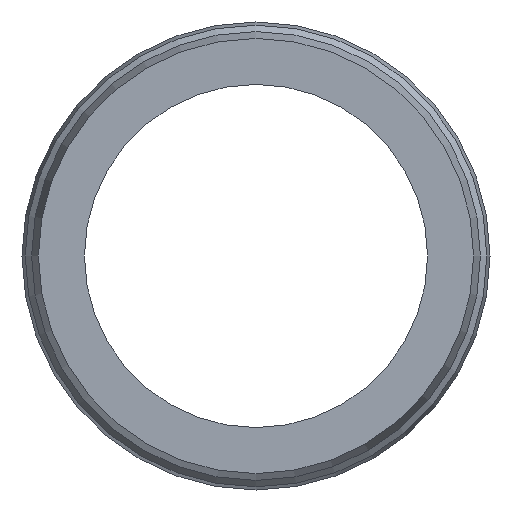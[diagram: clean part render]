
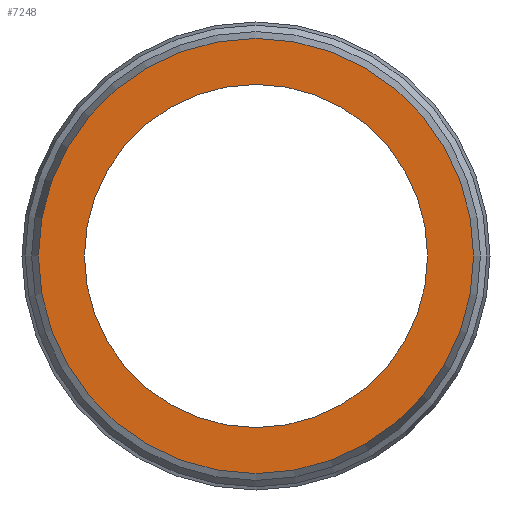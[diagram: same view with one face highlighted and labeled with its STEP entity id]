
A CAD part, front view. The second image highlights one B-rep face of the part: STEP entity #7248.
In plain terms, the highlighted planar face has unit normal (0, -1, 0).
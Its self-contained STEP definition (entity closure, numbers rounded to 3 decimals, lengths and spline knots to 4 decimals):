
#59=FACE_BOUND('',#1513,.T.);
#682=PLANE('',#7862);
#1078=FACE_OUTER_BOUND('',#1512,.T.);
#1512=EDGE_LOOP('',(#6776,#6777));
#1513=EDGE_LOOP('',(#6778,#6779));
#1819=CIRCLE('',#7860,0.625);
#1820=CIRCLE('',#7861,0.625);
#1821=CIRCLE('',#7863,0.7926);
#1822=CIRCLE('',#7864,0.7926);
#3533=VERTEX_POINT('',#39911);
#3534=VERTEX_POINT('',#39913);
#3535=VERTEX_POINT('',#39917);
#3536=VERTEX_POINT('',#39918);
#4615=EDGE_CURVE('',#3534,#3533,#1819,.T.);
#4616=EDGE_CURVE('',#3533,#3534,#1820,.T.);
#4617=EDGE_CURVE('',#3535,#3536,#1821,.T.);
#4618=EDGE_CURVE('',#3536,#3535,#1822,.T.);
#6776=ORIENTED_EDGE('',*,*,#4617,.F.);
#6777=ORIENTED_EDGE('',*,*,#4618,.F.);
#6778=ORIENTED_EDGE('',*,*,#4615,.T.);
#6779=ORIENTED_EDGE('',*,*,#4616,.T.);
#7248=ADVANCED_FACE('',(#1078,#59),#682,.T.);
#7860=AXIS2_PLACEMENT_3D('',#39914,#9542,#9543);
#7861=AXIS2_PLACEMENT_3D('',#39915,#9544,#9545);
#7862=AXIS2_PLACEMENT_3D('',#39916,#9546,#9547);
#7863=AXIS2_PLACEMENT_3D('',#39919,#9548,#9549);
#7864=AXIS2_PLACEMENT_3D('',#39920,#9550,#9551);
#9542=DIRECTION('center_axis',(0.,1.,0.));
#9543=DIRECTION('ref_axis',(-1.,0.,0.));
#9544=DIRECTION('center_axis',(0.,1.,0.));
#9545=DIRECTION('ref_axis',(-1.,0.,0.));
#9546=DIRECTION('center_axis',(0.,-1.,0.));
#9547=DIRECTION('ref_axis',(0.,0.,-1.));
#9548=DIRECTION('center_axis',(0.,1.,0.));
#9549=DIRECTION('ref_axis',(-1.,0.,0.));
#9550=DIRECTION('center_axis',(0.,1.,0.));
#9551=DIRECTION('ref_axis',(-1.,0.,0.));
#39911=CARTESIAN_POINT('',(0.625,-5.22,0.));
#39913=CARTESIAN_POINT('',(-0.625,-5.22,0.));
#39914=CARTESIAN_POINT('Origin',(0.,-5.22,0.));
#39915=CARTESIAN_POINT('Origin',(0.,-5.22,0.));
#39916=CARTESIAN_POINT('Origin',(-0.7088,-5.22,0.));
#39917=CARTESIAN_POINT('',(-0.7926,-5.22,0.));
#39918=CARTESIAN_POINT('',(0.7926,-5.22,0.));
#39919=CARTESIAN_POINT('Origin',(0.,-5.22,0.));
#39920=CARTESIAN_POINT('Origin',(0.,-5.22,0.));
